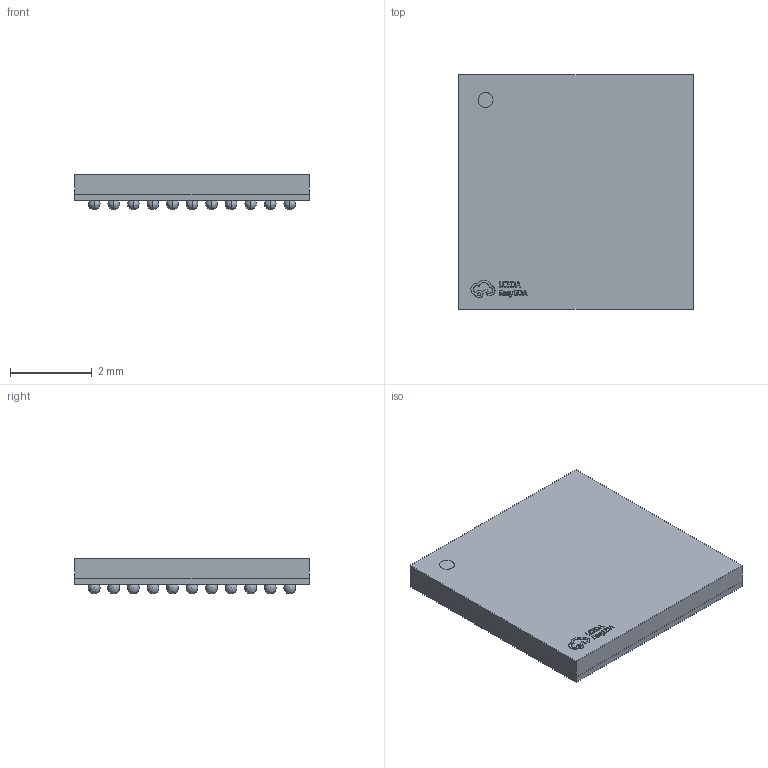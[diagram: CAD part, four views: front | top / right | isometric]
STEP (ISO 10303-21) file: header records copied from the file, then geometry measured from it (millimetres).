
FILE_DESCRIPTION(('Open CASCADE Model'),'2;1');
FILE_NAME('Open CASCADE Shape Model','2025-12-29T15:19:52',('Author'),( 'Open CASCADE'),'Open CASCADE STEP processor 7.8','Open CASCADE 7.8' ,'Unknown');
FILE_SCHEMA(('AUTOMOTIVE_DESIGN { 1 0 10303 214 1 1 1 1 }'));
Length unit declared in the file: millimetre
Products named in the file (1): COMPOUND
Bounding box: 5.74 x 5.74 x 0.87 mm (x, y, z)
Volume: 22.2 mm3; surface area: 166.7 mm2
Topology: 2 solids, 2 shells, 485 faces, 1743 edges, 1162 vertices
Faces by surface type: bspline 485
Entity records: 25083 total; most frequent: CARTESIAN_POINT 13112, ORIENTED_EDGE 3002, EDGE_CURVE 1501, VERTEX_POINT 1162, B_SPLINE_CURVE_WITH_KNOTS 892, FACE_BOUND 627, EDGE_LOOP 627, PRESENTATION_STYLE_ASSIGNMENT 487
